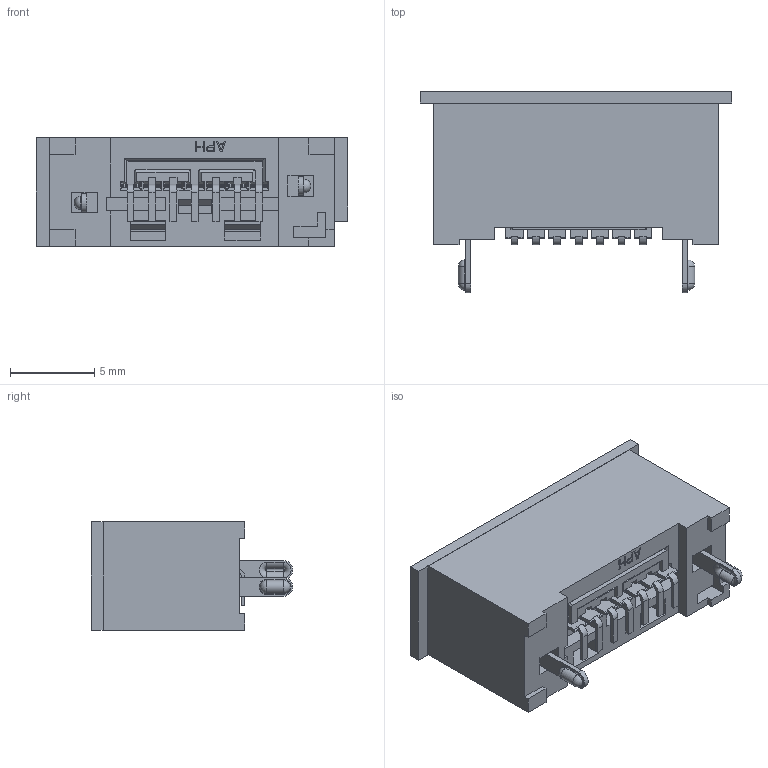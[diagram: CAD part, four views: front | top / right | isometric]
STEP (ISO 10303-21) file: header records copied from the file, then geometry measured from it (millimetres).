
FILE_DESCRIPTION((''),'2;1');
FILE_NAME('SAT3-M323-201-XXX_ASM','2022-06-02T09:50:54',('jimmy.zhou'),(''),'CREO PARAMETRIC BY PTC INC, 2021304','CREO PARAMETRIC BY PTC INC, 2021304','');
FILE_SCHEMA(('CONFIG_CONTROL_DESIGN'));
Length unit declared in the file: millimetre
Products named in the file (8): SATAE001H2002; SIGNAL_PIN; 16_; 7P_CONTACTS_ASM; SATA-CP; SAT3M323B201; CAP; SAT3-M323-201-XXX_ASM
Assembly tree (13 placements, depth 3):
  SAT3-M323-201-XXX_ASM
    SATAE001H2002
    7P_CONTACTS_ASM
      SIGNAL_PIN  x4
      16_  x3
    SATA-CP
    SAT3M323B201  x2
    CAP
Bounding box: 18.5 x 11.95 x 6.45 mm (x, y, z)
Volume: 633.5 mm3; surface area: 1811.2 mm2
Topology: 12 solids, 16 shells, 1106 faces, 3080 edges, 1991 vertices
Faces by surface type: plane 866, cylinder 206, torus 16, sphere 16, cone 2
Entity records: 22580 total; most frequent: CARTESIAN_POINT 4064, ORIENTED_EDGE 3920, DIRECTION 3608, EDGE_CURVE 1964, VECTOR 1772, LINE 1772, VERTEX_POINT 1269, AXIS2_PLACEMENT_3D 918
